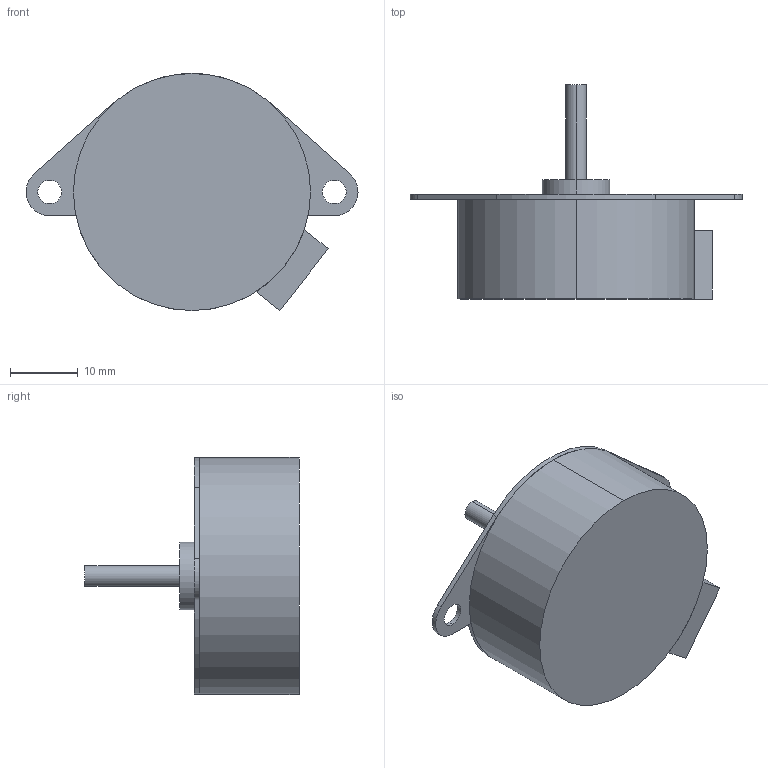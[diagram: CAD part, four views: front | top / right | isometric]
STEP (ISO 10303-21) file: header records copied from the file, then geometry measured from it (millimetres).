
FILE_DESCRIPTION (( 'STEP AP214' ), '1' );
FILE_NAME ('Motor de passo Motortec S35S5.STEP', '2020-08-23T23:40:19', ( '' ), ( '' ), 'SwSTEP 2.0', 'SolidWorks 2018', '' );
FILE_SCHEMA (( 'AUTOMOTIVE_DESIGN' ));
Length unit declared in the file: millimetre
Products named in the file (1): Motor de passo Motortec S35S5
Bounding box: 49 x 31.6 x 35 mm (x, y, z)
Volume: 15593.2 mm3; surface area: 6326.4 mm2
Topology: 5 solids, 5 shells, 37 faces, 81 edges, 54 vertices
Faces by surface type: cylinder 20, plane 17
Entity records: 1253 total; most frequent: DIRECTION 197, CARTESIAN_POINT 173, ORIENTED_EDGE 162, EDGE_CURVE 81, AXIS2_PLACEMENT_3D 78, VERTEX_POINT 54, EDGE_LOOP 45, LINE 41
